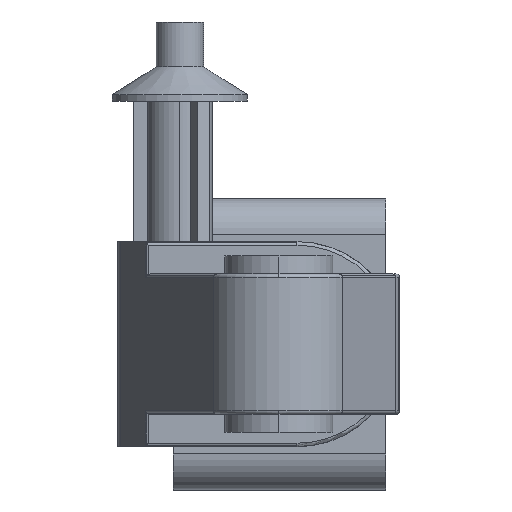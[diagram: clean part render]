
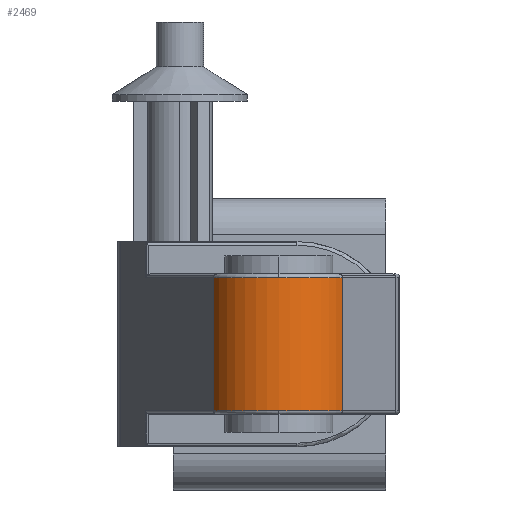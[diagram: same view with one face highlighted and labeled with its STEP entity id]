
A CAD part, left-side view. The second image highlights one B-rep face of the part: STEP entity #2469.
In plain terms, the highlighted cylindrical face has radius 10.16 mm (diameter 20.32 mm), a partial arc.
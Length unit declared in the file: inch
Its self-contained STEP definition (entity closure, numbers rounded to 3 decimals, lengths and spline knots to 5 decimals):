
#958=CARTESIAN_POINT('',(-1.3309,0.68575,0.76));
#959=VERTEX_POINT('',#958);
#983=CARTESIAN_POINT('',(-1.56361,0.32241,0.76));
#984=VERTEX_POINT('',#983);
#1009=CARTESIAN_POINT('',(-1.16361,0.32241,0.76));
#1010=DIRECTION('',(0.0,0.0,1.));
#1011=DIRECTION('',(-1.,0.031,0.0));
#1012=AXIS2_PLACEMENT_3D('',#1009,#1010,#1011);
#1013=CIRCLE('',#1012,0.4);
#1014=EDGE_CURVE('',#959,#984,#1013,.T.);
#1378=CARTESIAN_POINT('',(-1.56361,0.32241,0.02));
#1379=VERTEX_POINT('',#1378);
#1389=CARTESIAN_POINT('',(-1.3309,0.68575,0.02));
#1390=VERTEX_POINT('',#1389);
#1391=CARTESIAN_POINT('',(-1.16361,0.32241,0.02));
#1392=DIRECTION('',(0.0,0.0,-1.));
#1393=DIRECTION('',(-1.,0.031,0.0));
#1394=AXIS2_PLACEMENT_3D('',#1391,#1392,#1393);
#1395=CIRCLE('',#1394,0.4);
#1396=EDGE_CURVE('',#1379,#1390,#1395,.T.);
#2320=CARTESIAN_POINT('',(-1.35339,-0.0297,0.02));
#2321=VERTEX_POINT('',#2320);
#2353=CARTESIAN_POINT('',(-1.16361,0.32241,0.02));
#2354=DIRECTION('',(0.0,0.0,-1.));
#2355=DIRECTION('',(-1.,0.031,0.0));
#2356=AXIS2_PLACEMENT_3D('',#2353,#2354,#2355);
#2357=CIRCLE('',#2356,0.4);
#2358=EDGE_CURVE('',#2321,#1379,#2357,.T.);
#2394=CARTESIAN_POINT('',(-1.3309,0.68575,0.02));
#2395=DIRECTION('',(0.0,0.0,1.0));
#2396=VECTOR('',#2395,0.74);
#2397=LINE('',#2394,#2396);
#2398=EDGE_CURVE('',#1390,#959,#2397,.T.);
#2443=CARTESIAN_POINT('',(-1.16361,0.32241,0.0));
#2444=DIRECTION('',(0.0,0.0,1.0));
#2445=DIRECTION('',(-0.418,0.908,0.0));
#2446=AXIS2_PLACEMENT_3D('',#2443,#2444,#2445);
#2447=CYLINDRICAL_SURFACE('',#2446,0.4);
#2448=ORIENTED_EDGE('',*,*,#2358,.F.);
#2449=CARTESIAN_POINT('',(-1.35339,-0.0297,0.76));
#2450=VERTEX_POINT('',#2449);
#2451=CARTESIAN_POINT('',(-1.35339,-0.0297,0.02));
#2452=DIRECTION('',(0.0,0.0,1.0));
#2453=VECTOR('',#2452,0.74);
#2454=LINE('',#2451,#2453);
#2455=EDGE_CURVE('',#2321,#2450,#2454,.T.);
#2456=ORIENTED_EDGE('',*,*,#2455,.T.);
#2457=CARTESIAN_POINT('',(-1.16361,0.32241,0.76));
#2458=DIRECTION('',(0.0,0.0,1.));
#2459=DIRECTION('',(-1.,0.031,0.0));
#2460=AXIS2_PLACEMENT_3D('',#2457,#2458,#2459);
#2461=CIRCLE('',#2460,0.4);
#2462=EDGE_CURVE('',#984,#2450,#2461,.T.);
#2463=ORIENTED_EDGE('',*,*,#2462,.F.);
#2464=ORIENTED_EDGE('',*,*,#1014,.F.);
#2465=ORIENTED_EDGE('',*,*,#2398,.F.);
#2466=ORIENTED_EDGE('',*,*,#1396,.F.);
#2467=EDGE_LOOP('',(#2448,#2456,#2463,#2464,#2465,#2466));
#2468=FACE_OUTER_BOUND('',#2467,.T.);
#2469=ADVANCED_FACE('',(#2468),#2447,.T.);
